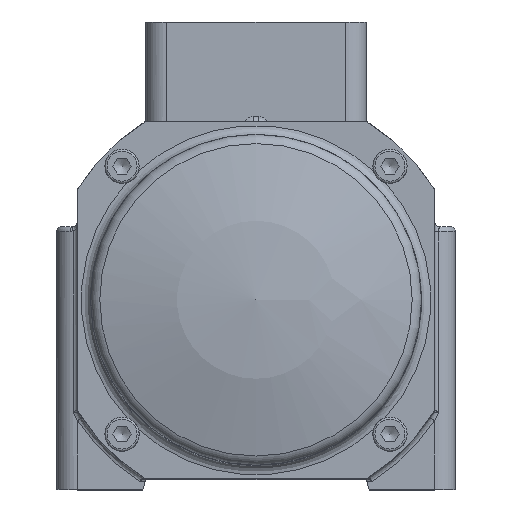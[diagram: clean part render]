
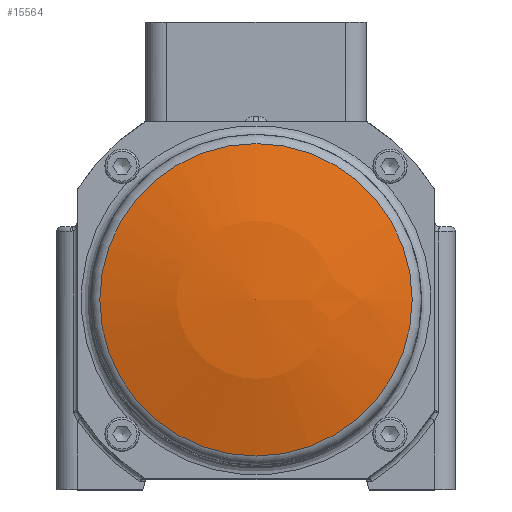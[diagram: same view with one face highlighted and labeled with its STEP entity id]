
A CAD part, top view. The second image highlights one B-rep face of the part: STEP entity #15564.
In plain terms, the highlighted spherical face has radius 201.5 mm.
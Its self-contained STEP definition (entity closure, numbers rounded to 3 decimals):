
#15541=CARTESIAN_POINT('',(-59.476,-11.5,168.022));
#15542=VERTEX_POINT('',#15541);
#15543=CARTESIAN_POINT('',(0.,-11.5,168.022));
#15544=DIRECTION('',(0.0,0.0,-1.0));
#15545=DIRECTION('',(1.0,0.0,0.0));
#15546=AXIS2_PLACEMENT_3D('',#15543,#15544,#15545);
#15547=CIRCLE('',#15546,59.476);
#15548=EDGE_CURVE('',#15542,#15542,#15547,.T.);
#15556=CARTESIAN_POINT('',(0.,-11.5,-24.5));
#15557=DIRECTION('',(0.0,0.0,1.0));
#15558=DIRECTION('',(1.0,0.0,0.0));
#15559=AXIS2_PLACEMENT_3D('',#15556,#15557,#15558);
#15560=SPHERICAL_SURFACE('',#15559,201.5);
#15561=ORIENTED_EDGE('',*,*,#15548,.F.);
#15562=EDGE_LOOP('',(#15561));
#15563=FACE_OUTER_BOUND('',#15562,.T.);
#15564=ADVANCED_FACE('',(#15563),#15560,.T.);
